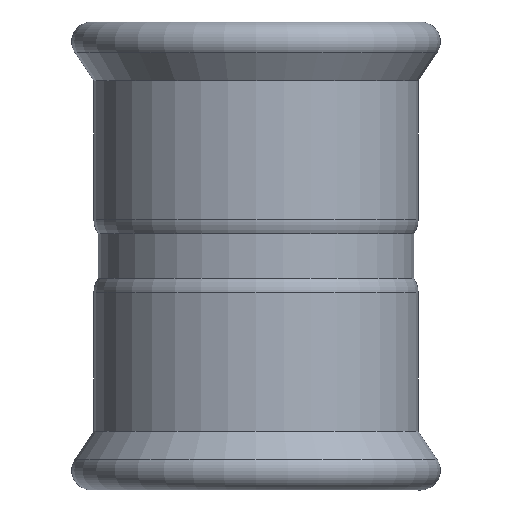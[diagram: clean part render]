
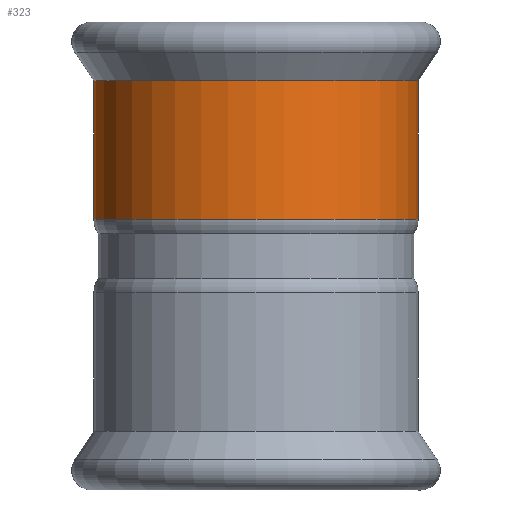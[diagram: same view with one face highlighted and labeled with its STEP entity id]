
A CAD part, front view. The second image highlights one B-rep face of the part: STEP entity #323.
In plain terms, the highlighted cylindrical face has radius 28.75 mm (diameter 57.5 mm), a full revolution.
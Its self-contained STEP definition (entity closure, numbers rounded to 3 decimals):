
#83=FACE_BOUND($,#145,.T.);
#106=FACE_OUTER_BOUND($,#144,.T.);
#144=EDGE_LOOP($,(#287));
#145=EDGE_LOOP($,(#288));
#172=CIRCLE($,#371,28.75);
#173=CIRCLE($,#373,28.75);
#199=VERTEX_POINT($,#574);
#200=VERTEX_POINT($,#577);
#230=EDGE_CURVE($,#199,#199,#172,.T.);
#231=EDGE_CURVE($,#200,#200,#173,.T.);
#287=ORIENTED_EDGE($,*,*,#231,.F.);
#288=ORIENTED_EDGE($,*,*,#230,.T.);
#303=CYLINDRICAL_SURFACE($,#372,28.75);
#323=ADVANCED_FACE($,(#106,#83),#303,.T.);
#371=AXIS2_PLACEMENT_3D($,#575,#473,#474);
#372=AXIS2_PLACEMENT_3D($,#576,#475,#476);
#373=AXIS2_PLACEMENT_3D($,#578,#477,#478);
#473=DIRECTION('center_axis',(-1.,0.,0.));
#474=DIRECTION('ref_axis',(0.,0.,1.));
#475=DIRECTION('center_axis',(-1.,0.,0.));
#476=DIRECTION('ref_axis',(0.,0.,1.));
#477=DIRECTION('center_axis',(-1.,0.,0.));
#478=DIRECTION('ref_axis',(0.,0.,1.));
#574=CARTESIAN_POINT('',(35.,0.,28.75));
#575=CARTESIAN_POINT('Origin',(35.,0.,0.));
#576=CARTESIAN_POINT('Origin',(22.713,0.,0.));
#577=CARTESIAN_POINT('',(10.426,0.,28.75));
#578=CARTESIAN_POINT('Origin',(10.426,0.,0.));
